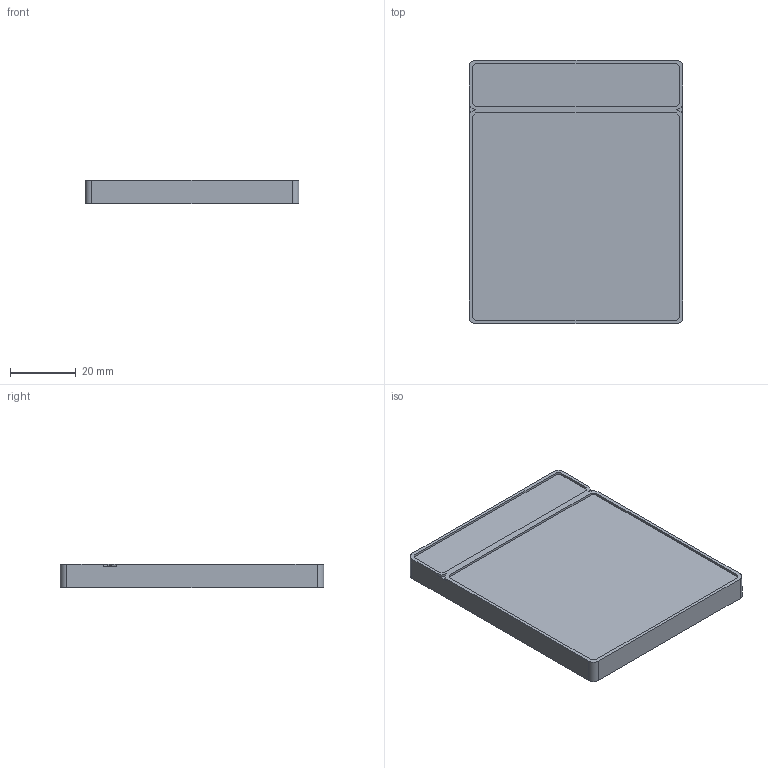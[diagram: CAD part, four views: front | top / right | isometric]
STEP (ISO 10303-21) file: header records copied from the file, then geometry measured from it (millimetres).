
FILE_DESCRIPTION((''),'2;1');
FILE_NAME('3d_GXM6.stp','2012-10-02T14:37:25',(''),(''),'Mechanical Desktop 2011','Mechanical Desktop 2011',', , ');
FILE_SCHEMA(('CONFIG_CONTROL_DESIGN'));
Length unit declared in the file: millimetre
Products named in the file (1): Product
Bounding box: 65 x 80 x 7.2 mm (x, y, z)
Volume: 34063.2 mm3; surface area: 12738.9 mm2
Topology: 1 solids, 1 shells, 40 faces, 108 edges, 72 vertices
Faces by surface type: plane 36, cylinder 4
Entity records: 1335 total; most frequent: CARTESIAN_POINT 221, ORIENTED_EDGE 216, DIRECTION 198, EDGE_CURVE 108, VECTOR 100, LINE 100, VERTEX_POINT 72, AXIS2_PLACEMENT_3D 49
